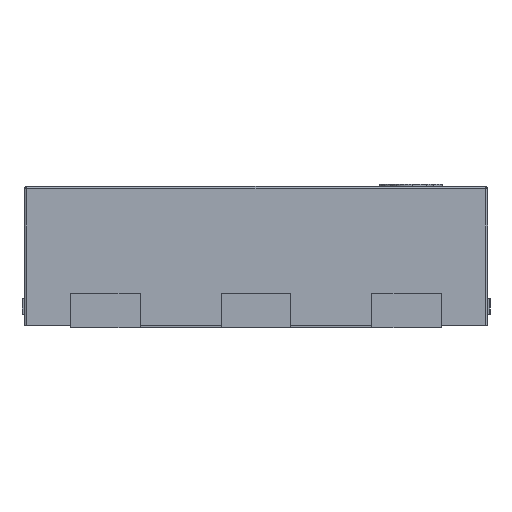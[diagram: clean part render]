
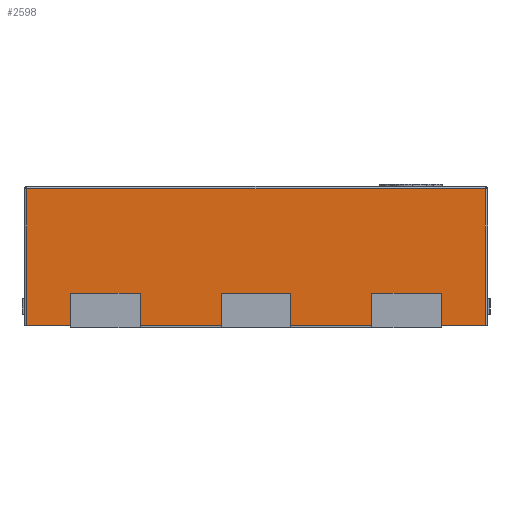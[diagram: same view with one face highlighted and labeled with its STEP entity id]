
A CAD part, front view. The second image highlights one B-rep face of the part: STEP entity #2598.
In plain terms, the highlighted planar face has unit normal (0, -1, 0).
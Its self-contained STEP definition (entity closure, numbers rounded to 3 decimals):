
#112 = EDGE_CURVE ( 'NONE', #11180, #14883, #2809, .T. ) ;
#149 = VECTOR ( 'NONE', #13184, 1000. ) ;
#246 = DIRECTION ( 'NONE',  ( 1., 0., 0. ) ) ;
#280 = DIRECTION ( 'NONE',  ( 0., 0., -1. ) ) ;
#797 = VECTOR ( 'NONE', #14090, 1000. ) ;
#877 = CARTESIAN_POINT ( 'NONE',  ( -0.5, -1.5, 0. ) ) ;
#943 = EDGE_CURVE ( 'NONE', #14276, #1288, #15306, .T. ) ;
#1043 = ORIENTED_EDGE ( 'NONE', *, *, #5596, .F. ) ;
#1108 = VERTEX_POINT ( 'NONE', #1289 ) ;
#1261 = LINE ( 'NONE', #16814, #15119 ) ;
#1288 = VERTEX_POINT ( 'NONE', #5453 ) ;
#1289 = CARTESIAN_POINT ( 'NONE',  ( 0.99, -1.5, 0. ) ) ;
#1294 = CARTESIAN_POINT ( 'NONE',  ( -0.99, -1.5, 0.6 ) ) ;
#1423 = VECTOR ( 'NONE', #14179, 1000. ) ;
#1497 = EDGE_CURVE ( 'NONE', #10839, #14657, #4433, .T. ) ;
#1743 = LINE ( 'NONE', #15964, #12454 ) ;
#1781 = DIRECTION ( 'NONE',  ( 0., 0., 1. ) ) ;
#1858 = CARTESIAN_POINT ( 'NONE',  ( -1., -1.5, 0.6 ) ) ;
#2123 = VERTEX_POINT ( 'NONE', #17484 ) ;
#2288 = CARTESIAN_POINT ( 'NONE',  ( 0.5, -1.5, 0.14 ) ) ;
#2298 = ORIENTED_EDGE ( 'NONE', *, *, #6844, .F. ) ;
#2365 = VECTOR ( 'NONE', #1781, 1000. ) ;
#2433 = ORIENTED_EDGE ( 'NONE', *, *, #17386, .T. ) ;
#2483 = ORIENTED_EDGE ( 'NONE', *, *, #14573, .F. ) ;
#2598 = ADVANCED_FACE ( 'NONE', ( #16066 ), #3409, .F. ) ;
#2729 = VERTEX_POINT ( 'NONE', #877 ) ;
#2745 = ORIENTED_EDGE ( 'NONE', *, *, #12130, .T. ) ;
#2809 = LINE ( 'NONE', #6835, #17042 ) ;
#2936 = LINE ( 'NONE', #8523, #8617 ) ;
#2966 = VECTOR ( 'NONE', #4796, 1000. ) ;
#3016 = LINE ( 'NONE', #12572, #15895 ) ;
#3110 = DIRECTION ( 'NONE',  ( 0., 0., -1. ) ) ;
#3112 = EDGE_CURVE ( 'NONE', #1288, #13107, #14268, .T. ) ;
#3154 = ORIENTED_EDGE ( 'NONE', *, *, #9759, .F. ) ;
#3332 = CARTESIAN_POINT ( 'NONE',  ( -1., -1.5, 0. ) ) ;
#3338 = LINE ( 'NONE', #8834, #4409 ) ;
#3409 = PLANE ( 'NONE',  #10111 ) ;
#3596 = VECTOR ( 'NONE', #5295, 1000. ) ;
#3828 = VECTOR ( 'NONE', #13105, 1000. ) ;
#3984 = CARTESIAN_POINT ( 'NONE',  ( -0.15, -1.5, 0. ) ) ;
#4409 = VECTOR ( 'NONE', #10598, 1000. ) ;
#4433 = LINE ( 'NONE', #8733, #2365 ) ;
#4693 = CARTESIAN_POINT ( 'NONE',  ( 0.8, -1.5, 0. ) ) ;
#4771 = DIRECTION ( 'NONE',  ( 0., 0., 1. ) ) ;
#4796 = DIRECTION ( 'NONE',  ( 0., 0., -1. ) ) ;
#4952 = EDGE_CURVE ( 'NONE', #14657, #5239, #8971, .T. ) ;
#5197 = CARTESIAN_POINT ( 'NONE',  ( -0.5, -1.5, 0.14 ) ) ;
#5239 = VERTEX_POINT ( 'NONE', #17660 ) ;
#5295 = DIRECTION ( 'NONE',  ( 0., 0., -1. ) ) ;
#5423 = CARTESIAN_POINT ( 'NONE',  ( -0.5, -1.5, -0.01 ) ) ;
#5453 = CARTESIAN_POINT ( 'NONE',  ( -0.99, -1.5, 0. ) ) ;
#5596 = EDGE_CURVE ( 'NONE', #14775, #13107, #6183, .T. ) ;
#5681 = ORIENTED_EDGE ( 'NONE', *, *, #112, .F. ) ;
#5690 = LINE ( 'NONE', #5423, #13139 ) ;
#6183 = LINE ( 'NONE', #17355, #2966 ) ;
#6566 = ORIENTED_EDGE ( 'NONE', *, *, #8490, .T. ) ;
#6726 = CARTESIAN_POINT ( 'NONE',  ( -1., -1.5, 0. ) ) ;
#6793 = VERTEX_POINT ( 'NONE', #9369 ) ;
#6835 = CARTESIAN_POINT ( 'NONE',  ( 0.15, -1.5, -0.01 ) ) ;
#6844 = EDGE_CURVE ( 'NONE', #2729, #14372, #5690, .T. ) ;
#7056 = ORIENTED_EDGE ( 'NONE', *, *, #17361, .T. ) ;
#7549 = ORIENTED_EDGE ( 'NONE', *, *, #9348, .F. ) ;
#8112 = LINE ( 'NONE', #6726, #16686 ) ;
#8132 = CARTESIAN_POINT ( 'NONE',  ( -0.99, -1.5, 0.59 ) ) ;
#8479 = LINE ( 'NONE', #13998, #797 ) ;
#8490 = EDGE_CURVE ( 'NONE', #10839, #1108, #10170, .T. ) ;
#8523 = CARTESIAN_POINT ( 'NONE',  ( -1., -1.5, 0.59 ) ) ;
#8617 = VECTOR ( 'NONE', #14126, 1000. ) ;
#8733 = CARTESIAN_POINT ( 'NONE',  ( 0.8, -1.5, -0.01 ) ) ;
#8834 = CARTESIAN_POINT ( 'NONE',  ( -0.8, -1.5, 0.14 ) ) ;
#8971 = LINE ( 'NONE', #2288, #3828 ) ;
#9288 = CARTESIAN_POINT ( 'NONE',  ( 0.15, -1.5, 0.14 ) ) ;
#9348 = EDGE_CURVE ( 'NONE', #5239, #16591, #1743, .T. ) ;
#9369 = CARTESIAN_POINT ( 'NONE',  ( -0.15, -1.5, 0.14 ) ) ;
#9759 = EDGE_CURVE ( 'NONE', #14883, #6793, #8479, .T. ) ;
#9844 = DIRECTION ( 'NONE',  ( 0., 0., 1. ) ) ;
#10000 = CARTESIAN_POINT ( 'NONE',  ( -0.8, -1.5, 0. ) ) ;
#10111 = AXIS2_PLACEMENT_3D ( 'NONE', #1858, #11745, #4771 ) ;
#10170 = LINE ( 'NONE', #10456, #15622 ) ;
#10203 = ORIENTED_EDGE ( 'NONE', *, *, #10692, .F. ) ;
#10456 = CARTESIAN_POINT ( 'NONE',  ( -1., -1.5, 0. ) ) ;
#10504 = ORIENTED_EDGE ( 'NONE', *, *, #943, .T. ) ;
#10598 = DIRECTION ( 'NONE',  ( -1., 0., 0. ) ) ;
#10692 = EDGE_CURVE ( 'NONE', #6793, #12739, #1261, .T. ) ;
#10839 = VERTEX_POINT ( 'NONE', #4693 ) ;
#11180 = VERTEX_POINT ( 'NONE', #17201 ) ;
#11745 = DIRECTION ( 'NONE',  ( 0., 1., 0. ) ) ;
#12130 = EDGE_CURVE ( 'NONE', #2123, #14276, #2936, .T. ) ;
#12454 = VECTOR ( 'NONE', #3110, 1000. ) ;
#12572 = CARTESIAN_POINT ( 'NONE',  ( -1., -1.5, 0. ) ) ;
#12739 = VERTEX_POINT ( 'NONE', #3984 ) ;
#13105 = DIRECTION ( 'NONE',  ( -1., 0., 0. ) ) ;
#13106 = DIRECTION ( 'NONE',  ( 1., 0., 0. ) ) ;
#13107 = VERTEX_POINT ( 'NONE', #10000 ) ;
#13139 = VECTOR ( 'NONE', #9844, 1000. ) ;
#13184 = DIRECTION ( 'NONE',  ( 0., 0., 1. ) ) ;
#13412 = DIRECTION ( 'NONE',  ( 1., 0., 0. ) ) ;
#13552 = ORIENTED_EDGE ( 'NONE', *, *, #3112, .T. ) ;
#13624 = DIRECTION ( 'NONE',  ( 0., 0., 1. ) ) ;
#13782 = ORIENTED_EDGE ( 'NONE', *, *, #4952, .F. ) ;
#13797 = EDGE_CURVE ( 'NONE', #2729, #12739, #8112, .T. ) ;
#13998 = CARTESIAN_POINT ( 'NONE',  ( -0.15, -1.5, 0.14 ) ) ;
#14065 = ORIENTED_EDGE ( 'NONE', *, *, #1497, .F. ) ;
#14090 = DIRECTION ( 'NONE',  ( -1., 0., 0. ) ) ;
#14126 = DIRECTION ( 'NONE',  ( -1., 0., 0. ) ) ;
#14179 = DIRECTION ( 'NONE',  ( 1., 0., 0. ) ) ;
#14268 = LINE ( 'NONE', #3332, #1423 ) ;
#14276 = VERTEX_POINT ( 'NONE', #8132 ) ;
#14372 = VERTEX_POINT ( 'NONE', #5197 ) ;
#14573 = EDGE_CURVE ( 'NONE', #14372, #14775, #3338, .T. ) ;
#14657 = VERTEX_POINT ( 'NONE', #16285 ) ;
#14775 = VERTEX_POINT ( 'NONE', #16714 ) ;
#14883 = VERTEX_POINT ( 'NONE', #9288 ) ;
#15119 = VECTOR ( 'NONE', #280, 1000. ) ;
#15306 = LINE ( 'NONE', #1294, #3596 ) ;
#15622 = VECTOR ( 'NONE', #13106, 1000. ) ;
#15895 = VECTOR ( 'NONE', #246, 1000. ) ;
#15953 = LINE ( 'NONE', #17298, #149 ) ;
#15964 = CARTESIAN_POINT ( 'NONE',  ( 0.5, -1.5, -0.01 ) ) ;
#16066 = FACE_OUTER_BOUND ( 'NONE', #17920, .T. ) ;
#16285 = CARTESIAN_POINT ( 'NONE',  ( 0.8, -1.5, 0.14 ) ) ;
#16591 = VERTEX_POINT ( 'NONE', #18009 ) ;
#16686 = VECTOR ( 'NONE', #13412, 1000. ) ;
#16714 = CARTESIAN_POINT ( 'NONE',  ( -0.8, -1.5, 0.14 ) ) ;
#16814 = CARTESIAN_POINT ( 'NONE',  ( -0.15, -1.5, -0.01 ) ) ;
#17042 = VECTOR ( 'NONE', #13624, 1000. ) ;
#17181 = ORIENTED_EDGE ( 'NONE', *, *, #13797, .T. ) ;
#17201 = CARTESIAN_POINT ( 'NONE',  ( 0.15, -1.5, 0. ) ) ;
#17298 = CARTESIAN_POINT ( 'NONE',  ( 0.99, -1.5, 0.6 ) ) ;
#17355 = CARTESIAN_POINT ( 'NONE',  ( -0.8, -1.5, -0.01 ) ) ;
#17361 = EDGE_CURVE ( 'NONE', #11180, #16591, #3016, .T. ) ;
#17386 = EDGE_CURVE ( 'NONE', #1108, #2123, #15953, .T. ) ;
#17484 = CARTESIAN_POINT ( 'NONE',  ( 0.99, -1.5, 0.59 ) ) ;
#17660 = CARTESIAN_POINT ( 'NONE',  ( 0.5, -1.5, 0.14 ) ) ;
#17920 = EDGE_LOOP ( 'NONE', ( #6566, #2433, #2745, #10504, #13552, #1043, #2483, #2298, #17181, #10203, #3154, #5681, #7056, #7549, #13782, #14065 ) ) ;
#18009 = CARTESIAN_POINT ( 'NONE',  ( 0.5, -1.5, 0. ) ) ;
